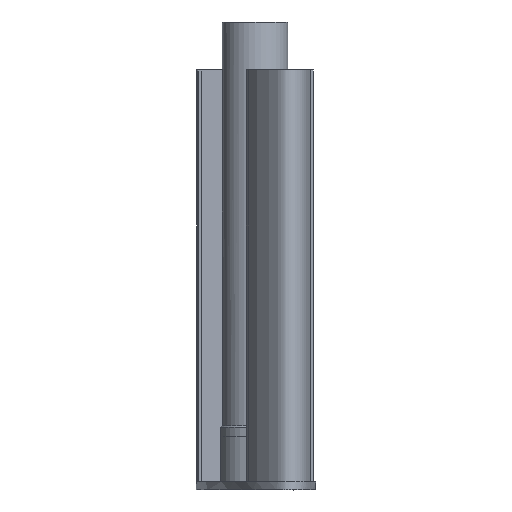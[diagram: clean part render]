
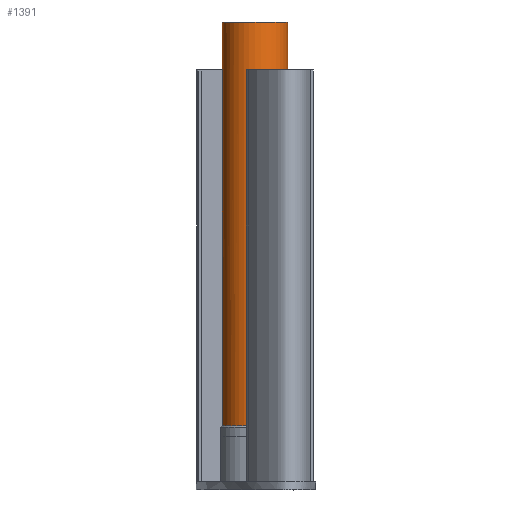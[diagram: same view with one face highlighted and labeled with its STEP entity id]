
A CAD part, left-side view. The second image highlights one B-rep face of the part: STEP entity #1391.
In plain terms, the highlighted cylindrical face has radius 11.75 mm (diameter 23.5 mm), a full revolution.
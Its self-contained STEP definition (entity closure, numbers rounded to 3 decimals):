
#139=CYLINDRICAL_SURFACE('',#1507,11.75);
#164=FACE_OUTER_BOUND('',#242,.T.);
#242=EDGE_LOOP('',(#1058,#1059,#1060,#1061,#1062,#1063,#1064,#1065,#1066,
#1067,#1068,#1069));
#338=LINE('',#2018,#464);
#354=LINE('',#2275,#480);
#357=LINE('',#2282,#483);
#358=LINE('',#2285,#484);
#359=LINE('',#2288,#485);
#464=VECTOR('',#1677,10.);
#480=VECTOR('',#1697,10.);
#483=VECTOR('',#1704,11.75);
#484=VECTOR('',#1707,10.);
#485=VECTOR('',#1710,10.);
#577=CIRCLE('',#1493,11.75);
#578=CIRCLE('',#1494,11.75);
#581=CIRCLE('',#1499,11.75);
#584=CIRCLE('',#1508,11.75);
#585=CIRCLE('',#1509,11.75);
#586=CIRCLE('',#1510,11.75);
#624=VERTEX_POINT('',#1970);
#627=VERTEX_POINT('',#1977);
#628=VERTEX_POINT('',#1981);
#631=VERTEX_POINT('',#1991);
#634=VERTEX_POINT('',#1996);
#641=VERTEX_POINT('',#2016);
#657=VERTEX_POINT('',#2274);
#659=VERTEX_POINT('',#2280);
#660=VERTEX_POINT('',#2284);
#661=VERTEX_POINT('',#2286);
#776=EDGE_CURVE('',#628,#627,#577,.T.);
#777=EDGE_CURVE('',#624,#628,#578,.T.);
#784=EDGE_CURVE('',#631,#634,#581,.T.);
#794=EDGE_CURVE('',#627,#641,#338,.T.);
#812=EDGE_CURVE('',#657,#631,#354,.T.);
#815=EDGE_CURVE('',#659,#659,#584,.T.);
#816=EDGE_CURVE('',#659,#628,#357,.T.);
#817=EDGE_CURVE('',#657,#641,#585,.T.);
#818=EDGE_CURVE('',#634,#660,#358,.T.);
#819=EDGE_CURVE('',#661,#660,#586,.T.);
#820=EDGE_CURVE('',#661,#624,#359,.T.);
#1058=ORIENTED_EDGE('',*,*,#815,.F.);
#1059=ORIENTED_EDGE('',*,*,#816,.T.);
#1060=ORIENTED_EDGE('',*,*,#776,.T.);
#1061=ORIENTED_EDGE('',*,*,#794,.T.);
#1062=ORIENTED_EDGE('',*,*,#817,.F.);
#1063=ORIENTED_EDGE('',*,*,#812,.T.);
#1064=ORIENTED_EDGE('',*,*,#784,.T.);
#1065=ORIENTED_EDGE('',*,*,#818,.T.);
#1066=ORIENTED_EDGE('',*,*,#819,.F.);
#1067=ORIENTED_EDGE('',*,*,#820,.T.);
#1068=ORIENTED_EDGE('',*,*,#777,.T.);
#1069=ORIENTED_EDGE('',*,*,#816,.F.);
#1391=ADVANCED_FACE('',(#164),#139,.T.);
#1493=AXIS2_PLACEMENT_3D('',#1982,#1642,#1643);
#1494=AXIS2_PLACEMENT_3D('',#1983,#1644,#1645);
#1499=AXIS2_PLACEMENT_3D('',#1998,#1658,#1659);
#1507=AXIS2_PLACEMENT_3D('',#2279,#1700,#1701);
#1508=AXIS2_PLACEMENT_3D('',#2281,#1702,#1703);
#1509=AXIS2_PLACEMENT_3D('',#2283,#1705,#1706);
#1510=AXIS2_PLACEMENT_3D('',#2287,#1708,#1709);
#1642=DIRECTION('center_axis',(0.,0.,1.));
#1643=DIRECTION('ref_axis',(1.,0.,0.));
#1644=DIRECTION('center_axis',(0.,0.,1.));
#1645=DIRECTION('ref_axis',(1.,0.,0.));
#1658=DIRECTION('center_axis',(0.,0.,1.));
#1659=DIRECTION('ref_axis',(1.,0.,0.));
#1677=DIRECTION('',(0.,0.,1.));
#1697=DIRECTION('',(0.,0.,-1.));
#1700=DIRECTION('center_axis',(0.,0.,1.));
#1701=DIRECTION('ref_axis',(1.,0.,0.));
#1702=DIRECTION('center_axis',(0.,0.,1.));
#1703=DIRECTION('ref_axis',(-1.,0.,0.));
#1704=DIRECTION('',(0.,0.,-1.));
#1705=DIRECTION('center_axis',(0.,0.,-1.));
#1706=DIRECTION('ref_axis',(-1.,0.,0.));
#1707=DIRECTION('',(0.,0.,1.));
#1708=DIRECTION('center_axis',(0.,0.,-1.));
#1709=DIRECTION('ref_axis',(-1.,0.,0.));
#1710=DIRECTION('',(0.,0.,-1.));
#1970=CARTESIAN_POINT('',(97.451,21.877,26.));
#1977=CARTESIAN_POINT('',(97.462,-1.532,26.));
#1981=CARTESIAN_POINT('',(86.739,10.173,26.));
#1982=CARTESIAN_POINT('Origin',(98.489,10.173,26.));
#1983=CARTESIAN_POINT('Origin',(98.489,10.173,26.));
#1991=CARTESIAN_POINT('',(98.448,-1.577,26.));
#1996=CARTESIAN_POINT('',(98.489,21.923,26.));
#1998=CARTESIAN_POINT('Origin',(98.489,10.173,26.));
#2016=CARTESIAN_POINT('',(97.462,-1.532,153.));
#2018=CARTESIAN_POINT('',(97.462,-1.532,2.));
#2274=CARTESIAN_POINT('',(98.448,-1.577,153.));
#2275=CARTESIAN_POINT('',(98.448,-1.577,2.));
#2279=CARTESIAN_POINT('Origin',(98.489,10.173,2.));
#2280=CARTESIAN_POINT('',(86.739,10.173,170.));
#2281=CARTESIAN_POINT('Origin',(98.489,10.173,170.));
#2282=CARTESIAN_POINT('',(86.739,10.173,2.));
#2283=CARTESIAN_POINT('Origin',(98.489,10.173,153.));
#2284=CARTESIAN_POINT('',(98.489,21.923,153.));
#2285=CARTESIAN_POINT('',(98.489,21.923,2.));
#2286=CARTESIAN_POINT('',(97.451,21.877,153.));
#2287=CARTESIAN_POINT('Origin',(98.489,10.173,153.));
#2288=CARTESIAN_POINT('',(97.451,21.877,2.));
